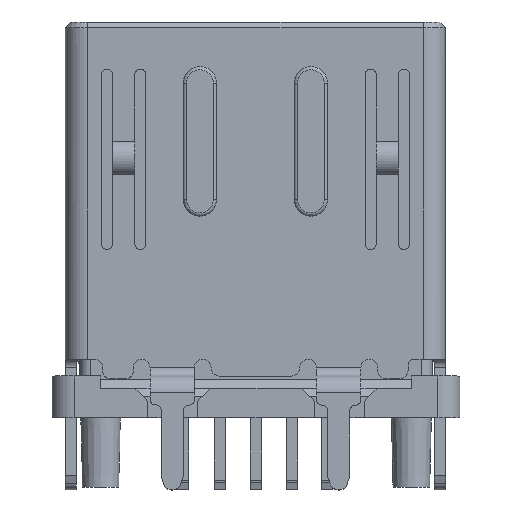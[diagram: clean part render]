
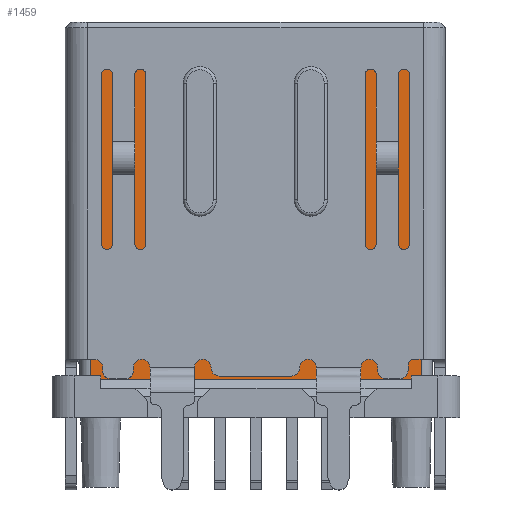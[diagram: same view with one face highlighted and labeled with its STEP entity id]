
A CAD part, top view. The second image highlights one B-rep face of the part: STEP entity #1459.
In plain terms, the highlighted face is planar.
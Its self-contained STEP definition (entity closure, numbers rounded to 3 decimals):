
#1459 = ADVANCED_FACE( 'NONE', ( #3331 ), #3332, .T. );
#3331 = FACE_OUTER_BOUND( '', #5721, .T. );
#3332 = PLANE( '', #5722 );
#5721 = EDGE_LOOP( '', ( #10062, #10063, #10064, #10065, #10066, #10067, #10068, #10069, #10070, #10071, #10072, #10073, #10074, #10075 ) );
#5722 = AXIS2_PLACEMENT_3D( '', #10076, #10077, #10078 );
#10062 = ORIENTED_EDGE( '', *, *, #15485, .F. );
#10063 = ORIENTED_EDGE( '', *, *, #16302, .T. );
#10064 = ORIENTED_EDGE( '', *, *, #14998, .F. );
#10065 = ORIENTED_EDGE( '', *, *, #15721, .F. );
#10066 = ORIENTED_EDGE( '', *, *, #16303, .F. );
#10067 = ORIENTED_EDGE( '', *, *, #16304, .F. );
#10068 = ORIENTED_EDGE( '', *, *, #16305, .F. );
#10069 = ORIENTED_EDGE( '', *, *, #14711, .F. );
#10070 = ORIENTED_EDGE( '', *, *, #15008, .F. );
#10071 = ORIENTED_EDGE( '', *, *, #16306, .T. );
#10072 = ORIENTED_EDGE( '', *, *, #16307, .F. );
#10073 = ORIENTED_EDGE( '', *, *, #16308, .F. );
#10074 = ORIENTED_EDGE( '', *, *, #15396, .F. );
#10075 = ORIENTED_EDGE( '', *, *, #16309, .F. );
#10076 = CARTESIAN_POINT( '', ( 3.094, 0.7, -3.389 ) );
#10077 = DIRECTION( '', ( 0., 1., 0. ) );
#10078 = DIRECTION( '', ( 1., 0., 0. ) );
#14711 = EDGE_CURVE( 'NONE', #17663, #17665, #17666, .T. );
#14998 = EDGE_CURVE( 'NONE', #18183, #18185, #18186, .T. );
#15008 = EDGE_CURVE( 'NONE', #18201, #17663, #18203, .T. );
#15396 = EDGE_CURVE( 'NONE', #18886, #18888, #18889, .T. );
#15485 = EDGE_CURVE( 'NONE', #19034, #19036, #19037, .T. );
#15721 = EDGE_CURVE( 'NONE', #19422, #18183, #19424, .T. );
#16302 = EDGE_CURVE( 'NONE', #19034, #18185, #20332, .T. );
#16303 = EDGE_CURVE( 'NONE', #20333, #19422, #20334, .T. );
#16304 = EDGE_CURVE( 'NONE', #20335, #20333, #20336, .T. );
#16305 = EDGE_CURVE( 'NONE', #17665, #20335, #20337, .T. );
#16306 = EDGE_CURVE( 'NONE', #18201, #20338, #20339, .T. );
#16307 = EDGE_CURVE( 'NONE', #20340, #20338, #20341, .T. );
#16308 = EDGE_CURVE( 'NONE', #18888, #20340, #20342, .T. );
#16309 = EDGE_CURVE( 'NONE', #19036, #18886, #20343, .T. );
#17663 = VERTEX_POINT( 'NONE', #22047 );
#17665 = VERTEX_POINT( 'NONE', #22050 );
#17666 = B_SPLINE_CURVE_WITH_KNOTS( '', 3, ( #22051, #22052, #22053, #22054 ), .UNSPECIFIED., .F., .F., ( 4, 4 ), ( 0., 1. ), .UNSPECIFIED. );
#18183 = VERTEX_POINT( 'NONE', #22796 );
#18185 = VERTEX_POINT( 'NONE', #22799 );
#18186 = LINE( '', #22800, #22801 );
#18201 = VERTEX_POINT( 'NONE', #22820 );
#18203 = LINE( '', #22822, #22823 );
#18886 = VERTEX_POINT( 'NONE', #23799 );
#18888 = VERTEX_POINT( 'NONE', #23804 );
#18889 = LINE( '', #23805, #23806 );
#19034 = VERTEX_POINT( 'NONE', #24033 );
#19036 = VERTEX_POINT( 'NONE', #24035 );
#19037 = LINE( '', #24036, #24037 );
#19422 = VERTEX_POINT( 'NONE', #24590 );
#19424 = B_SPLINE_CURVE_WITH_KNOTS( '', 3, ( #24593, #24594, #24595, #24596 ), .UNSPECIFIED., .F., .F., ( 4, 4 ), ( 0., 1. ), .UNSPECIFIED. );
#20332 = LINE( '', #25942, #25943 );
#20333 = VERTEX_POINT( 'NONE', #25944 );
#20334 = LINE( '', #25945, #25946 );
#20335 = VERTEX_POINT( 'NONE', #25947 );
#20336 = LINE( '', #25948, #25949 );
#20337 = LINE( '', #25950, #25951 );
#20338 = VERTEX_POINT( 'NONE', #25952 );
#20339 = LINE( '', #25953, #25954 );
#20340 = VERTEX_POINT( 'NONE', #25955 );
#20341 = LINE( '', #25956, #25957 );
#20342 = LINE( '', #25958, #25959 );
#20343 = LINE( '', #25960, #25961 );
#22047 = CARTESIAN_POINT( '', ( 2.025, 0.7, 3.19 ) );
#22050 = CARTESIAN_POINT( '', ( 1.825, 0.7, 2.99 ) );
#22051 = CARTESIAN_POINT( '', ( 2.025, 0.7, 3.19 ) );
#22052 = CARTESIAN_POINT( '', ( 1.958, 0.7, 3.123 ) );
#22053 = CARTESIAN_POINT( '', ( 1.892, 0.7, 3.057 ) );
#22054 = CARTESIAN_POINT( '', ( 1.825, 0.7, 2.99 ) );
#22796 = CARTESIAN_POINT( '', ( -2.025, 0.7, 3.19 ) );
#22799 = CARTESIAN_POINT( '', ( -2.975, 0.7, 3.19 ) );
#22800 = CARTESIAN_POINT( '', ( 0., 0.7, 3.19 ) );
#22801 = VECTOR( '', #28770, 1000. );
#22820 = CARTESIAN_POINT( '', ( 2.975, 0.7, 3.19 ) );
#22822 = CARTESIAN_POINT( '', ( 0., 0.7, 3.19 ) );
#22823 = VECTOR( '', #28790, 1000. );
#23799 = CARTESIAN_POINT( '', ( -2.8, 0.7, -3.26 ) );
#23804 = CARTESIAN_POINT( '', ( 2.8, 0.7, -3.26 ) );
#23805 = CARTESIAN_POINT( '', ( 0., 0.7, -3.26 ) );
#23806 = VECTOR( '', #29270, 1000. );
#24033 = CARTESIAN_POINT( '', ( -2.975, 0.7, -3.19 ) );
#24035 = CARTESIAN_POINT( '', ( -2.8, 0.7, -3.19 ) );
#24036 = CARTESIAN_POINT( '', ( 0., 0.7, -3.19 ) );
#24037 = VECTOR( '', #29357, 1000. );
#24590 = CARTESIAN_POINT( '', ( -1.825, 0.7, 2.99 ) );
#24593 = CARTESIAN_POINT( '', ( -1.825, 0.7, 2.99 ) );
#24594 = CARTESIAN_POINT( '', ( -1.892, 0.7, 3.057 ) );
#24595 = CARTESIAN_POINT( '', ( -1.958, 0.7, 3.123 ) );
#24596 = CARTESIAN_POINT( '', ( -2.025, 0.7, 3.19 ) );
#25942 = CARTESIAN_POINT( '', ( -2.975, 0.7, 0. ) );
#25943 = VECTOR( '', #30352, 1000. );
#25944 = CARTESIAN_POINT( '', ( -1.825, 0.7, -1.81 ) );
#25945 = CARTESIAN_POINT( '', ( -1.825, 0.7, -0.035 ) );
#25946 = VECTOR( '', #30353, 1000. );
#25947 = CARTESIAN_POINT( '', ( 1.825, 0.7, -1.81 ) );
#25948 = CARTESIAN_POINT( '', ( 0., 0.7, -1.81 ) );
#25949 = VECTOR( '', #30354, 1000. );
#25950 = CARTESIAN_POINT( '', ( 1.825, 0.7, -0.035 ) );
#25951 = VECTOR( '', #30355, 1000. );
#25952 = CARTESIAN_POINT( '', ( 2.975, 0.7, -3.19 ) );
#25953 = CARTESIAN_POINT( '', ( 2.975, 0.7, 0. ) );
#25954 = VECTOR( '', #30356, 1000. );
#25955 = CARTESIAN_POINT( '', ( 2.8, 0.7, -3.19 ) );
#25956 = CARTESIAN_POINT( '', ( 0., 0.7, -3.19 ) );
#25957 = VECTOR( '', #30357, 1000. );
#25958 = CARTESIAN_POINT( '', ( 2.8, 0.7, -0.035 ) );
#25959 = VECTOR( '', #30358, 1000. );
#25960 = CARTESIAN_POINT( '', ( -2.8, 0.7, -0.035 ) );
#25961 = VECTOR( '', #30359, 1000. );
#28770 = DIRECTION( '', ( -1., 0., 0. ) );
#28790 = DIRECTION( '', ( -1., 0., 0. ) );
#29270 = DIRECTION( '', ( 1., 0., 0. ) );
#29357 = DIRECTION( '', ( 1., 0., 0. ) );
#30352 = DIRECTION( '', ( 0., 0., 1. ) );
#30353 = DIRECTION( '', ( 0., 0., 1. ) );
#30354 = DIRECTION( '', ( -1., 0., 0. ) );
#30355 = DIRECTION( '', ( 0., 0., -1. ) );
#30356 = DIRECTION( '', ( 0., 0., -1. ) );
#30357 = DIRECTION( '', ( 1., 0., 0. ) );
#30358 = DIRECTION( '', ( 0., 0., 1. ) );
#30359 = DIRECTION( '', ( 0., 0., -1. ) );
